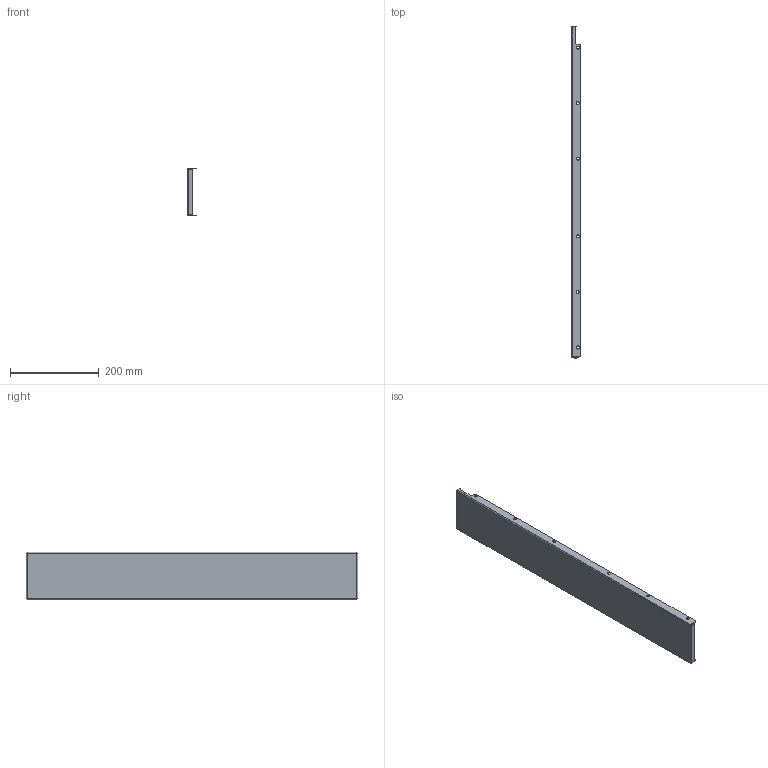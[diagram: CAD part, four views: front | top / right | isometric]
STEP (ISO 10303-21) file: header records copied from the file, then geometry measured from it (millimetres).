
FILE_DESCRIPTION (( 'STEP AP214' ), '1' );
FILE_NAME ('Ïåðåãîðîäêà áîêîâàÿ 110.STEP', '2022-04-04T09:24:55', ( '' ), ( '' ), 'SwSTEP 2.0', 'SolidWorks 2017', '' );
FILE_SCHEMA (( 'AUTOMOTIVE_DESIGN' ));
Length unit declared in the file: millimetre
Products named in the file (1): Ïåðåãîðîäêà áîêîâàÿ 110
Bounding box: 20 x 747 x 107 mm (x, y, z)
Volume: 128994.2 mm3; surface area: 217475.2 mm2
Topology: 1 solids, 1 shells, 72 faces, 178 edges, 108 vertices
Faces by surface type: cylinder 38, plane 34
Entity records: 2204 total; most frequent: DIRECTION 400, CARTESIAN_POINT 359, ORIENTED_EDGE 356, EDGE_CURVE 178, AXIS2_PLACEMENT_3D 149, VERTEX_POINT 108, LINE 102, VECTOR 102
